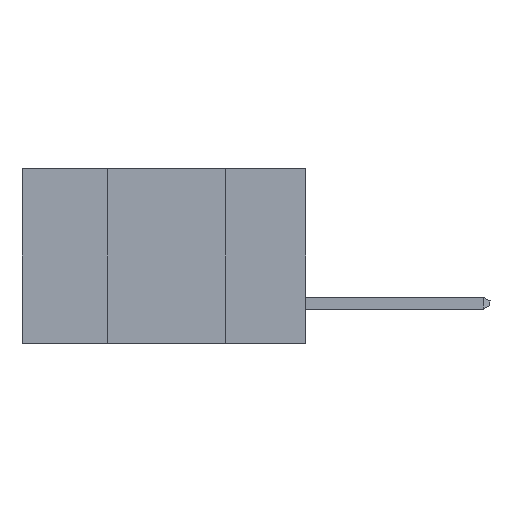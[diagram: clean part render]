
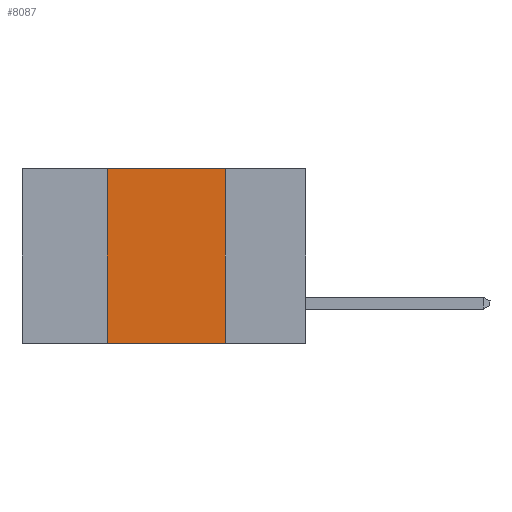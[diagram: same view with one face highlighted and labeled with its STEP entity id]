
A CAD part, left-side view. The second image highlights one B-rep face of the part: STEP entity #8087.
In plain terms, the highlighted planar face has unit normal (-1, 0, 0).
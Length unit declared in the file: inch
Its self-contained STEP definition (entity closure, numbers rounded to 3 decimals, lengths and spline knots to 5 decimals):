
#863 = EDGE_CURVE ( 'NONE', #19474, #4381, #14494, .T. ) ;
#1255 = PLANE ( 'NONE',  #17549 ) ;
#1958 = CARTESIAN_POINT ( 'NONE',  ( 0., 0.42, 0. ) ) ;
#4381 = VERTEX_POINT ( 'NONE', #14720 ) ;
#5946 = CARTESIAN_POINT ( 'NONE',  ( 0., 0.6, 0. ) ) ;
#6334 = LINE ( 'NONE', #23836, #14479 ) ;
#6663 = LINE ( 'NONE', #25724, #20162 ) ;
#7928 = ORIENTED_EDGE ( 'NONE', *, *, #863, .F. ) ;
#7948 = DIRECTION ( 'NONE',  ( 0., 0., -1. ) ) ;
#8087 = ADVANCED_FACE ( 'NONE', ( #29056 ), #1255, .F. ) ;
#8123 = DIRECTION ( 'NONE',  ( 0., -1., 0. ) ) ;
#8157 = VECTOR ( 'NONE', #29109, 39.37008 ) ;
#8491 = ORIENTED_EDGE ( 'NONE', *, *, #25686, .F. ) ;
#8569 = CARTESIAN_POINT ( 'NONE',  ( 0., 0.17, 0. ) ) ;
#9097 = CARTESIAN_POINT ( 'NONE',  ( 0., 0.17, 0. ) ) ;
#9534 = LINE ( 'NONE', #24920, #12680 ) ;
#9566 = ORIENTED_EDGE ( 'NONE', *, *, #20477, .T. ) ;
#12680 = VECTOR ( 'NONE', #27229, 39.37008 ) ;
#14129 = CARTESIAN_POINT ( 'NONE',  ( 0., 0.42, -0.37 ) ) ;
#14479 = VECTOR ( 'NONE', #8123, 39.37008 ) ;
#14494 = LINE ( 'NONE', #8569, #8157 ) ;
#14653 = DIRECTION ( 'NONE',  ( 1., 0., 0. ) ) ;
#14720 = CARTESIAN_POINT ( 'NONE',  ( 0., 0.17, -0.37 ) ) ;
#14962 = VERTEX_POINT ( 'NONE', #14129 ) ;
#17549 = AXIS2_PLACEMENT_3D ( 'NONE', #5946, #14653, #7948 ) ;
#18337 = EDGE_CURVE ( 'NONE', #14962, #19737, #6663, .T. ) ;
#19474 = VERTEX_POINT ( 'NONE', #9097 ) ;
#19737 = VERTEX_POINT ( 'NONE', #1958 ) ;
#20162 = VECTOR ( 'NONE', #23345, 39.37008 ) ;
#20477 = EDGE_CURVE ( 'NONE', #14962, #4381, #9534, .T. ) ;
#23345 = DIRECTION ( 'NONE',  ( 0., 0., 1. ) ) ;
#23836 = CARTESIAN_POINT ( 'NONE',  ( 0., 0.6, 0. ) ) ;
#24920 = CARTESIAN_POINT ( 'NONE',  ( 0., 0.6, -0.37 ) ) ;
#25052 = ORIENTED_EDGE ( 'NONE', *, *, #18337, .F. ) ;
#25686 = EDGE_CURVE ( 'NONE', #19737, #19474, #6334, .T. ) ;
#25724 = CARTESIAN_POINT ( 'NONE',  ( 0., 0.42, 0. ) ) ;
#27229 = DIRECTION ( 'NONE',  ( 0., -1., 0. ) ) ;
#28383 = EDGE_LOOP ( 'NONE', ( #7928, #8491, #25052, #9566 ) ) ;
#29056 = FACE_OUTER_BOUND ( 'NONE', #28383, .T. ) ;
#29109 = DIRECTION ( 'NONE',  ( 0., 0., -1. ) ) ;
